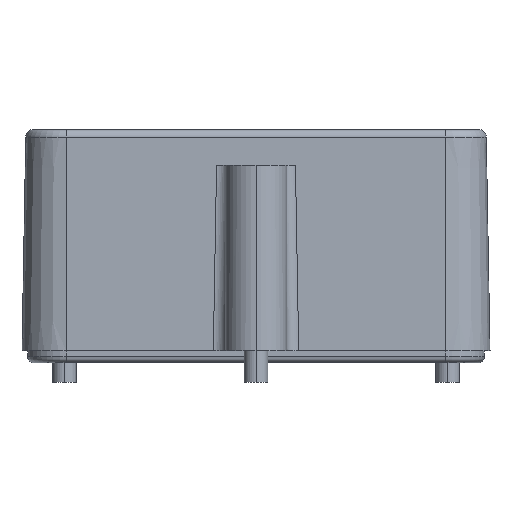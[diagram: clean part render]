
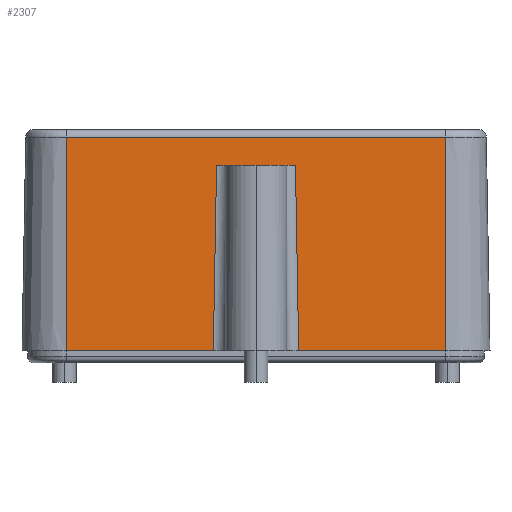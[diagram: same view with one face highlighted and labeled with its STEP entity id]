
A CAD part, front view. The second image highlights one B-rep face of the part: STEP entity #2307.
In plain terms, the highlighted planar face has unit normal (0, -1, 0.018).
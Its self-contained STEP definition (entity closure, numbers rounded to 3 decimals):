
#2250=AXIS2_PLACEMENT_3D('Plane Axis2P3D',#2247,#2248,#2249) ;
#982=CARTESIAN_POINT('Vertex',(53.6,7.,4.)) ;
#985=CARTESIAN_POINT('Line Origine',(44.3,7.,4.)) ;
#989=CARTESIAN_POINT('Vertex',(35.,7.,4.)) ;
#1055=CARTESIAN_POINT('Vertex',(24.2,7.,4.)) ;
#1058=CARTESIAN_POINT('Line Origine',(14.9,7.,4.)) ;
#1062=CARTESIAN_POINT('Vertex',(5.6,7.,4.)) ;
#2227=CARTESIAN_POINT('Line Origine',(53.6,7.244,18.)) ;
#2231=CARTESIAN_POINT('Vertex',(53.6,7.472,31.017)) ;
#2247=CARTESIAN_POINT('Axis2P3D Location',(59.2,7.,4.)) ;
#2252=CARTESIAN_POINT('Line Origine',(29.6,7.472,31.017)) ;
#2256=CARTESIAN_POINT('Vertex',(5.6,7.472,31.017)) ;
#2259=CARTESIAN_POINT('Line Origine',(5.6,7.244,18.)) ;
#2265=CARTESIAN_POINT('Control Point',(24.61,7.41,27.5)) ;
#2266=CARTESIAN_POINT('Control Point',(24.2,7.,4.)) ;
#2267=CARTESIAN_POINT('Vertex',(24.61,7.41,27.5)) ;
#2270=CARTESIAN_POINT('Line Origine',(29.6,7.41,27.5)) ;
#2274=CARTESIAN_POINT('Vertex',(26.11,7.41,27.5)) ;
#2277=CARTESIAN_POINT('Line Origine',(29.6,7.41,27.5)) ;
#2281=CARTESIAN_POINT('Vertex',(33.09,7.41,27.5)) ;
#2284=CARTESIAN_POINT('Line Origine',(29.6,7.41,27.5)) ;
#2288=CARTESIAN_POINT('Vertex',(34.59,7.41,27.5)) ;
#2292=CARTESIAN_POINT('Control Point',(34.59,7.41,27.5)) ;
#2293=CARTESIAN_POINT('Control Point',(35.,7.,4.)) ;
#986=DIRECTION('Vector Direction',(-1.,0.,0.)) ;
#1059=DIRECTION('Vector Direction',(-1.,0.,0.)) ;
#2228=DIRECTION('Vector Direction',(0.,-0.017,-1.)) ;
#2248=DIRECTION('Axis2P3D Direction',(0.,-1.,0.017)) ;
#2249=DIRECTION('Axis2P3D XDirection',(-1.,0.,0.)) ;
#2253=DIRECTION('Vector Direction',(-1.,0.,0.)) ;
#2260=DIRECTION('Vector Direction',(0.,-0.017,-1.)) ;
#2271=DIRECTION('Vector Direction',(-1.,0.,0.)) ;
#2278=DIRECTION('Vector Direction',(-1.,0.,0.)) ;
#2285=DIRECTION('Vector Direction',(-1.,0.,0.)) ;
#987=VECTOR('Line Direction',#986,1.) ;
#1060=VECTOR('Line Direction',#1059,1.) ;
#2229=VECTOR('Line Direction',#2228,1.) ;
#2254=VECTOR('Line Direction',#2253,1.) ;
#2261=VECTOR('Line Direction',#2260,1.) ;
#2272=VECTOR('Line Direction',#2271,1.) ;
#2279=VECTOR('Line Direction',#2278,1.) ;
#2286=VECTOR('Line Direction',#2285,1.) ;
#2296=ORIENTED_EDGE('',*,*,#991,.F.) ;
#2297=ORIENTED_EDGE('',*,*,#2233,.T.) ;
#2298=ORIENTED_EDGE('',*,*,#2258,.F.) ;
#2299=ORIENTED_EDGE('',*,*,#2263,.F.) ;
#2300=ORIENTED_EDGE('',*,*,#1064,.F.) ;
#2301=ORIENTED_EDGE('',*,*,#2269,.F.) ;
#2302=ORIENTED_EDGE('',*,*,#2276,.T.) ;
#2303=ORIENTED_EDGE('',*,*,#2283,.T.) ;
#2304=ORIENTED_EDGE('',*,*,#2290,.T.) ;
#2305=ORIENTED_EDGE('',*,*,#2294,.T.) ;
#2307=ADVANCED_FACE('Hauptk\X2\00F6\X0\rper',(#2306),#2251,.T.) ;
#2264=B_SPLINE_CURVE_WITH_KNOTS('',1,(#2265,#2266),.UNSPECIFIED.,.F.,.U.,(2,2),(-9.994,13.513),.UNSPECIFIED.) ;
#2291=B_SPLINE_CURVE_WITH_KNOTS('',1,(#2292,#2293),.UNSPECIFIED.,.F.,.U.,(2,2),(-9.994,13.513),.UNSPECIFIED.) ;
#991=EDGE_CURVE('',#983,#990,#988,.T.) ;
#1064=EDGE_CURVE('',#1056,#1063,#1061,.T.) ;
#2233=EDGE_CURVE('',#983,#2232,#2230,.F.) ;
#2258=EDGE_CURVE('',#2257,#2232,#2255,.F.) ;
#2263=EDGE_CURVE('',#1063,#2257,#2262,.F.) ;
#2269=EDGE_CURVE('',#2268,#1056,#2264,.T.) ;
#2276=EDGE_CURVE('',#2268,#2275,#2273,.F.) ;
#2283=EDGE_CURVE('',#2275,#2282,#2280,.F.) ;
#2290=EDGE_CURVE('',#2282,#2289,#2287,.F.) ;
#2294=EDGE_CURVE('',#2289,#990,#2291,.T.) ;
#2295=EDGE_LOOP('',(#2296,#2297,#2298,#2299,#2300,#2301,#2302,#2303,#2304,#2305)) ;
#2306=FACE_OUTER_BOUND('',#2295,.T.) ;
#988=LINE('Line',#985,#987) ;
#1061=LINE('Line',#1058,#1060) ;
#2230=LINE('Line',#2227,#2229) ;
#2255=LINE('Line',#2252,#2254) ;
#2262=LINE('Line',#2259,#2261) ;
#2273=LINE('Line',#2270,#2272) ;
#2280=LINE('Line',#2277,#2279) ;
#2287=LINE('Line',#2284,#2286) ;
#2251=PLANE('',#2250) ;
#983=VERTEX_POINT('',#982) ;
#990=VERTEX_POINT('',#989) ;
#1056=VERTEX_POINT('',#1055) ;
#1063=VERTEX_POINT('',#1062) ;
#2232=VERTEX_POINT('',#2231) ;
#2257=VERTEX_POINT('',#2256) ;
#2268=VERTEX_POINT('',#2267) ;
#2275=VERTEX_POINT('',#2274) ;
#2282=VERTEX_POINT('',#2281) ;
#2289=VERTEX_POINT('',#2288) ;
